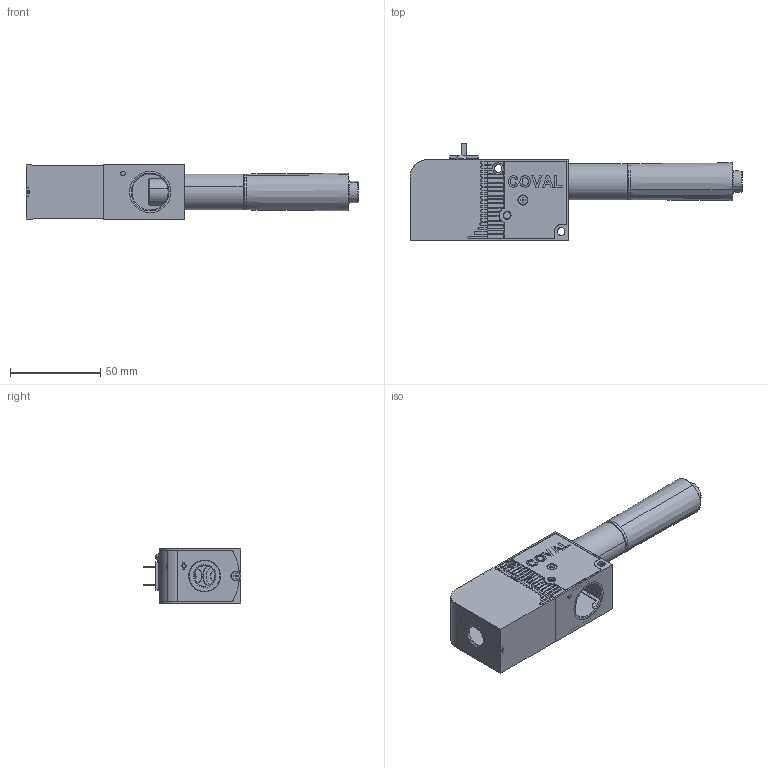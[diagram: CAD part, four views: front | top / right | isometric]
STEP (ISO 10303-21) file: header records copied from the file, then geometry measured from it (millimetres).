
FILE_DESCRIPTION(('STEP AP214'),'1');
FILE_NAME('COVAL_GVPS15NK14E1.stp','2017-12-27T18:51:15',('TraceParts'),('TraceParts S.A.'),'Spatial InterOp 3D',' ',' ');
FILE_SCHEMA(('automotive_design'));
Length unit declared in the file: millimetre
Products named in the file (4): COVAL_GVPS15NK14E1_1; COVAL_GVPS15NK14E1_2; COVAL_GVPS15NK14E1_3; COVAL_GVPS15NK14E1_4
Bounding box: 184.3 x 54 x 30 mm (x, y, z)
Volume: 52812.9 mm3; surface area: 61966.1 mm2
Topology: 48 solids, 52 shells, 2196 faces, 5496 edges, 3442 vertices
Faces by surface type: plane 947, cylinder 527, cone 218, bspline 194, torus 168, sphere 142
Entity records: 100777 total; most frequent: CARTESIAN_POINT 31702, ORIENTED_EDGE 10956, DIRECTION 10248, EDGE_CURVE 5478, AXIS2_PLACEMENT_3D 3704, VERTEX_POINT 3442, LINE 2840, VECTOR 2840
